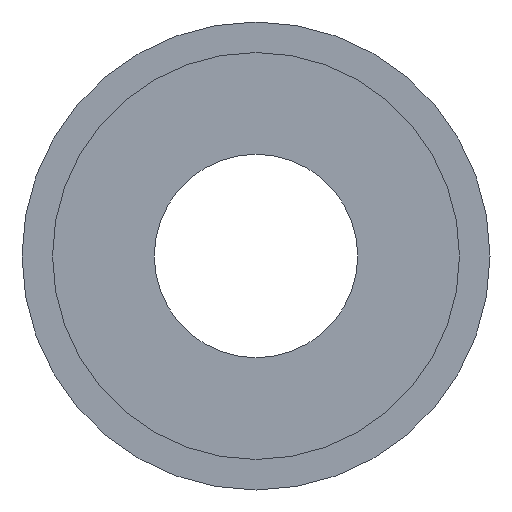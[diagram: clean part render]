
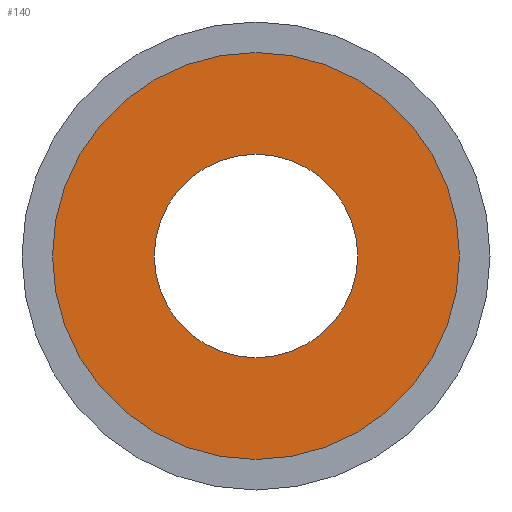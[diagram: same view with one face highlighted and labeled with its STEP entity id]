
A CAD part, front view. The second image highlights one B-rep face of the part: STEP entity #140.
In plain terms, the highlighted planar face has unit normal (0, -1, 0).
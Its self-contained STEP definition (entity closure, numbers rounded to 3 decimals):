
#78=CARTESIAN_POINT('',(0.,0.,2.5));
#79=VERTEX_POINT('',#78);
#86=CARTESIAN_POINT('',(-0.,0.,-2.5));
#87=VERTEX_POINT('',#86);
#88=CARTESIAN_POINT('',(0.,0.,0.));
#89=DIRECTION('',(0.,-1.,0.));
#90=DIRECTION('',(0.,0.,-1.));
#91=AXIS2_PLACEMENT_3D('',#88,#89,#90);
#92=CIRCLE('',#91,2.5);
#93=EDGE_CURVE('',#79,#87,#92,.T.);
#105=CARTESIAN_POINT('',(2.5,0.,0.));
#106=DIRECTION('',(0.,-1.,0.));
#107=DIRECTION('',(0.,0.,-1.));
#108=AXIS2_PLACEMENT_3D('',#105,#106,#107);
#109=PLANE('',#108);
#110=CARTESIAN_POINT('',(-0.,0.,-5.));
#111=VERTEX_POINT('',#110);
#112=CARTESIAN_POINT('',(0.,0.,5.));
#113=VERTEX_POINT('',#112);
#114=CARTESIAN_POINT('',(0.,0.,0.));
#115=DIRECTION('',(0.,-1.,0.));
#116=DIRECTION('',(0.,0.,-1.));
#117=AXIS2_PLACEMENT_3D('',#114,#115,#116);
#118=CIRCLE('',#117,5.);
#119=EDGE_CURVE('',#111,#113,#118,.T.);
#120=ORIENTED_EDGE('',*,*,#119,.T.);
#121=CARTESIAN_POINT('',(0.,0.,0.));
#122=DIRECTION('',(0.,-1.,0.));
#123=DIRECTION('',(0.,0.,-1.));
#124=AXIS2_PLACEMENT_3D('',#121,#122,#123);
#125=CIRCLE('',#124,5.);
#126=EDGE_CURVE('',#113,#111,#125,.T.);
#127=ORIENTED_EDGE('',*,*,#126,.T.);
#128=EDGE_LOOP('',(#120,#127));
#129=FACE_BOUND('',#128,.T.);
#130=ORIENTED_EDGE('',*,*,#93,.F.);
#131=CARTESIAN_POINT('',(0.,0.,0.));
#132=DIRECTION('',(0.,-1.,0.));
#133=DIRECTION('',(0.,0.,-1.));
#134=AXIS2_PLACEMENT_3D('',#131,#132,#133);
#135=CIRCLE('',#134,2.5);
#136=EDGE_CURVE('',#87,#79,#135,.T.);
#137=ORIENTED_EDGE('',*,*,#136,.F.);
#138=EDGE_LOOP('',(#130,#137));
#139=FACE_BOUND('',#138,.T.);
#140=ADVANCED_FACE('',(#129,#139),#109,.T.);
